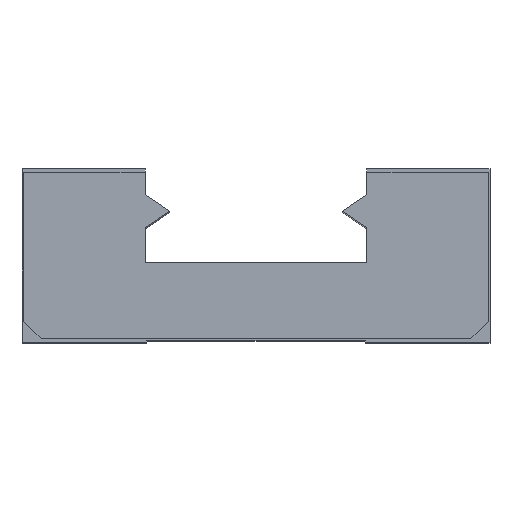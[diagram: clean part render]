
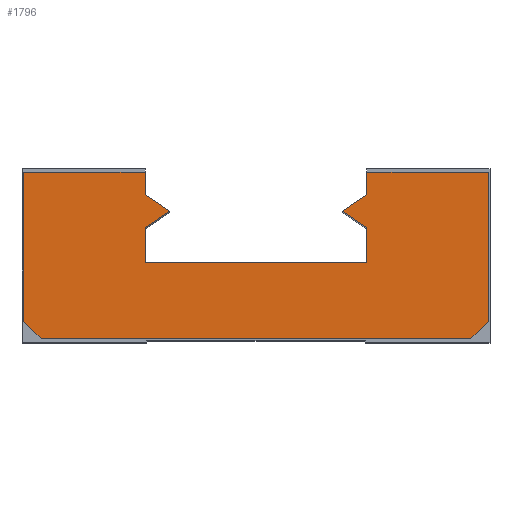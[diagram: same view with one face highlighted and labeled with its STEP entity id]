
A CAD part, top view. The second image highlights one B-rep face of the part: STEP entity #1796.
In plain terms, the highlighted planar face has unit normal (0, 0, 1).
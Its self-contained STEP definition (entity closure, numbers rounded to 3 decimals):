
#35 = CARTESIAN_POINT ( 'NONE',  ( -6.4, -3.4, 22.5 ) ) ;
#45 = CARTESIAN_POINT ( 'NONE',  ( 6.4, -3.4, 22.5 ) ) ;
#58 = VERTEX_POINT ( 'NONE', #1191 ) ;
#72 = CARTESIAN_POINT ( 'NONE',  ( -6.4, -3.4, 22.5 ) ) ;
#86 = ORIENTED_EDGE ( 'NONE', *, *, #1293, .T. ) ;
#141 = CARTESIAN_POINT ( 'NONE',  ( -6.4, -1.5, 22.5 ) ) ;
#142 = VERTEX_POINT ( 'NONE', #1946 ) ;
#146 = EDGE_CURVE ( 'NONE', #169, #1984, #557, .T. ) ;
#158 = ORIENTED_EDGE ( 'NONE', *, *, #603, .F. ) ;
#169 = VERTEX_POINT ( 'NONE', #1209 ) ;
#183 = LINE ( 'NONE', #72, #1564 ) ;
#185 = LINE ( 'NONE', #1528, #746 ) ;
#194 = ORIENTED_EDGE ( 'NONE', *, *, #667, .F. ) ;
#210 = VERTEX_POINT ( 'NONE', #45 ) ;
#214 = LINE ( 'NONE', #1713, #374 ) ;
#222 = VERTEX_POINT ( 'NONE', #314 ) ;
#225 = VERTEX_POINT ( 'NONE', #1389 ) ;
#236 = EDGE_CURVE ( 'NONE', #742, #58, #1425, .T. ) ;
#244 = DIRECTION ( 'NONE',  ( 0.707, 0.707, 0. ) ) ;
#285 = VECTOR ( 'NONE', #1463, 1000. ) ;
#303 = AXIS2_PLACEMENT_3D ( 'NONE', #1524, #884, #568 ) ;
#308 = ORIENTED_EDGE ( 'NONE', *, *, #1573, .T. ) ;
#310 = VERTEX_POINT ( 'NONE', #1312 ) ;
#314 = CARTESIAN_POINT ( 'NONE',  ( 13.4, -0.2, 22.5 ) ) ;
#336 = CARTESIAN_POINT ( 'NONE',  ( -6.4, -5.4, 22.5 ) ) ;
#338 = VERTEX_POINT ( 'NONE', #872 ) ;
#345 = CARTESIAN_POINT ( 'NONE',  ( 6.4, -3.4, 22.5 ) ) ;
#350 = LINE ( 'NONE', #984, #1119 ) ;
#374 = VECTOR ( 'NONE', #800, 1000. ) ;
#408 = CARTESIAN_POINT ( 'NONE',  ( 13.5, -9.8, 22.5 ) ) ;
#412 = ORIENTED_EDGE ( 'NONE', *, *, #146, .F. ) ;
#415 = VECTOR ( 'NONE', #1250, 1000. ) ;
#453 = CARTESIAN_POINT ( 'NONE',  ( 6.4, -0.2, 22.5 ) ) ;
#493 = CARTESIAN_POINT ( 'NONE',  ( -13.4, 0., 22.5 ) ) ;
#511 = FACE_OUTER_BOUND ( 'NONE', #1930, .T. ) ;
#518 = DIRECTION ( 'NONE',  ( -1., 0., 0. ) ) ;
#523 = LINE ( 'NONE', #35, #926 ) ;
#531 = CARTESIAN_POINT ( 'NONE',  ( -5., -2.45, 22.5 ) ) ;
#533 = CARTESIAN_POINT ( 'NONE',  ( 5., -2.45, 22.5 ) ) ;
#556 = EDGE_CURVE ( 'NONE', #310, #1331, #185, .T. ) ;
#557 = LINE ( 'NONE', #408, #1130 ) ;
#568 = DIRECTION ( 'NONE',  ( 1., 0., 0. ) ) ;
#588 = DIRECTION ( 'NONE',  ( -1., 0., 0. ) ) ;
#592 = ORIENTED_EDGE ( 'NONE', *, *, #1020, .T. ) ;
#599 = CARTESIAN_POINT ( 'NONE',  ( -13.4, -8.8, 22.5 ) ) ;
#603 = EDGE_CURVE ( 'NONE', #310, #222, #1693, .T. ) ;
#609 = VECTOR ( 'NONE', #1767, 1000. ) ;
#640 = EDGE_CURVE ( 'NONE', #1331, #1813, #1006, .T. ) ;
#664 = DIRECTION ( 'NONE',  ( -0.827, 0.562, 0. ) ) ;
#667 = EDGE_CURVE ( 'NONE', #222, #338, #1616, .T. ) ;
#673 = LINE ( 'NONE', #1779, #1668 ) ;
#688 = LINE ( 'NONE', #1428, #1982 ) ;
#727 = VECTOR ( 'NONE', #1750, 1000. ) ;
#742 = VERTEX_POINT ( 'NONE', #599 ) ;
#746 = VECTOR ( 'NONE', #1103, 1000. ) ;
#760 = CARTESIAN_POINT ( 'NONE',  ( 5., -2.45, 22.5 ) ) ;
#763 = LINE ( 'NONE', #1821, #1726 ) ;
#798 = ORIENTED_EDGE ( 'NONE', *, *, #1606, .T. ) ;
#800 = DIRECTION ( 'NONE',  ( 1., 0., 0. ) ) ;
#821 = DIRECTION ( 'NONE',  ( 0., 1., 0. ) ) ;
#829 = CARTESIAN_POINT ( 'NONE',  ( 6.4, -1.5, 22.5 ) ) ;
#872 = CARTESIAN_POINT ( 'NONE',  ( 13.4, -8.8, 22.5 ) ) ;
#884 = DIRECTION ( 'NONE',  ( 0., 0., 1. ) ) ;
#908 = ORIENTED_EDGE ( 'NONE', *, *, #1347, .T. ) ;
#920 = EDGE_CURVE ( 'NONE', #58, #225, #214, .T. ) ;
#926 = VECTOR ( 'NONE', #1262, 1000. ) ;
#967 = CARTESIAN_POINT ( 'NONE',  ( 13.4, -9.8, 22.5 ) ) ;
#975 = CARTESIAN_POINT ( 'NONE',  ( -12.4, -9.8, 22.5 ) ) ;
#984 = CARTESIAN_POINT ( 'NONE',  ( -6.4, 0., 22.5 ) ) ;
#1000 = ORIENTED_EDGE ( 'NONE', *, *, #920, .F. ) ;
#1006 = LINE ( 'NONE', #533, #609 ) ;
#1020 = EDGE_CURVE ( 'NONE', #169, #338, #1948, .T. ) ;
#1038 = CARTESIAN_POINT ( 'NONE',  ( 17.85, -4.35, 22.5 ) ) ;
#1067 = VECTOR ( 'NONE', #244, 1000. ) ;
#1103 = DIRECTION ( 'NONE',  ( 0., -1., 0. ) ) ;
#1108 = DIRECTION ( 'NONE',  ( 0.827, 0.562, 0. ) ) ;
#1119 = VECTOR ( 'NONE', #1899, 1000. ) ;
#1123 = VERTEX_POINT ( 'NONE', #141 ) ;
#1130 = VECTOR ( 'NONE', #588, 1000. ) ;
#1139 = EDGE_CURVE ( 'NONE', #742, #1984, #763, .T. ) ;
#1191 = CARTESIAN_POINT ( 'NONE',  ( -13.4, -0.2, 22.5 ) ) ;
#1209 = CARTESIAN_POINT ( 'NONE',  ( 12.4, -9.8, 22.5 ) ) ;
#1213 = VECTOR ( 'NONE', #1590, 1000. ) ;
#1216 = ORIENTED_EDGE ( 'NONE', *, *, #1597, .T. ) ;
#1235 = EDGE_CURVE ( 'NONE', #1897, #1538, #183, .T. ) ;
#1250 = DIRECTION ( 'NONE',  ( 1., 0., 0. ) ) ;
#1262 = DIRECTION ( 'NONE',  ( 0., 1., 0. ) ) ;
#1265 = LINE ( 'NONE', #345, #1213 ) ;
#1293 = EDGE_CURVE ( 'NONE', #1813, #210, #1470, .T. ) ;
#1312 = CARTESIAN_POINT ( 'NONE',  ( 6.4, -0.2, 22.5 ) ) ;
#1320 = ORIENTED_EDGE ( 'NONE', *, *, #640, .T. ) ;
#1331 = VERTEX_POINT ( 'NONE', #829 ) ;
#1347 = EDGE_CURVE ( 'NONE', #1476, #1897, #523, .T. ) ;
#1372 = DIRECTION ( 'NONE',  ( 0.707, -0.707, 0. ) ) ;
#1389 = CARTESIAN_POINT ( 'NONE',  ( -6.4, -0.2, 22.5 ) ) ;
#1425 = LINE ( 'NONE', #493, #1515 ) ;
#1428 = CARTESIAN_POINT ( 'NONE',  ( -5., -2.45, 22.5 ) ) ;
#1454 = CARTESIAN_POINT ( 'NONE',  ( -6.4, -3.4, 22.5 ) ) ;
#1463 = DIRECTION ( 'NONE',  ( 0., -1., 0. ) ) ;
#1470 = LINE ( 'NONE', #1739, #727 ) ;
#1476 = VERTEX_POINT ( 'NONE', #336 ) ;
#1515 = VECTOR ( 'NONE', #821, 1000. ) ;
#1524 = CARTESIAN_POINT ( 'NONE',  ( 13.5, 0., 22.5 ) ) ;
#1528 = CARTESIAN_POINT ( 'NONE',  ( 6.4, 0., 22.5 ) ) ;
#1538 = VERTEX_POINT ( 'NONE', #531 ) ;
#1564 = VECTOR ( 'NONE', #1108, 1000. ) ;
#1573 = EDGE_CURVE ( 'NONE', #210, #142, #1265, .T. ) ;
#1590 = DIRECTION ( 'NONE',  ( 0., -1., 0. ) ) ;
#1597 = EDGE_CURVE ( 'NONE', #1538, #1123, #688, .T. ) ;
#1606 = EDGE_CURVE ( 'NONE', #142, #1476, #673, .T. ) ;
#1616 = LINE ( 'NONE', #967, #285 ) ;
#1661 = ORIENTED_EDGE ( 'NONE', *, *, #1139, .T. ) ;
#1668 = VECTOR ( 'NONE', #518, 1000. ) ;
#1693 = LINE ( 'NONE', #453, #415 ) ;
#1713 = CARTESIAN_POINT ( 'NONE',  ( -13.4, -0.2, 22.5 ) ) ;
#1726 = VECTOR ( 'NONE', #1372, 1000. ) ;
#1739 = CARTESIAN_POINT ( 'NONE',  ( 6.4, -3.4, 22.5 ) ) ;
#1749 = ORIENTED_EDGE ( 'NONE', *, *, #236, .F. ) ;
#1750 = DIRECTION ( 'NONE',  ( 0.827, -0.562, 0. ) ) ;
#1752 = EDGE_CURVE ( 'NONE', #1123, #225, #350, .T. ) ;
#1767 = DIRECTION ( 'NONE',  ( -0.827, -0.562, 0. ) ) ;
#1779 = CARTESIAN_POINT ( 'NONE',  ( -6.4, -5.4, 22.5 ) ) ;
#1796 = ADVANCED_FACE ( 'NONE', ( #511 ), #1965, .T. ) ;
#1813 = VERTEX_POINT ( 'NONE', #760 ) ;
#1821 = CARTESIAN_POINT ( 'NONE',  ( -4.35, -17.85, 22.5 ) ) ;
#1823 = ORIENTED_EDGE ( 'NONE', *, *, #1235, .T. ) ;
#1897 = VERTEX_POINT ( 'NONE', #1454 ) ;
#1899 = DIRECTION ( 'NONE',  ( 0., 1., 0. ) ) ;
#1906 = ORIENTED_EDGE ( 'NONE', *, *, #1752, .T. ) ;
#1927 = ORIENTED_EDGE ( 'NONE', *, *, #556, .T. ) ;
#1930 = EDGE_LOOP ( 'NONE', ( #412, #592, #194, #158, #1927, #1320, #86, #308, #798, #908, #1823, #1216, #1906, #1000, #1749, #1661 ) ) ;
#1946 = CARTESIAN_POINT ( 'NONE',  ( 6.4, -5.4, 22.5 ) ) ;
#1948 = LINE ( 'NONE', #1038, #1067 ) ;
#1965 = PLANE ( 'NONE',  #303 ) ;
#1982 = VECTOR ( 'NONE', #664, 1000. ) ;
#1984 = VERTEX_POINT ( 'NONE', #975 ) ;
